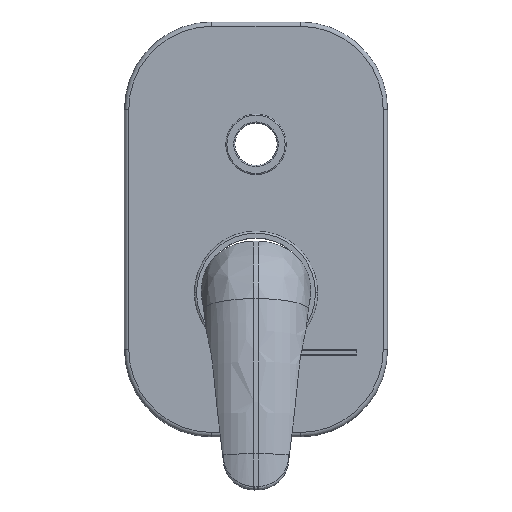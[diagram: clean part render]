
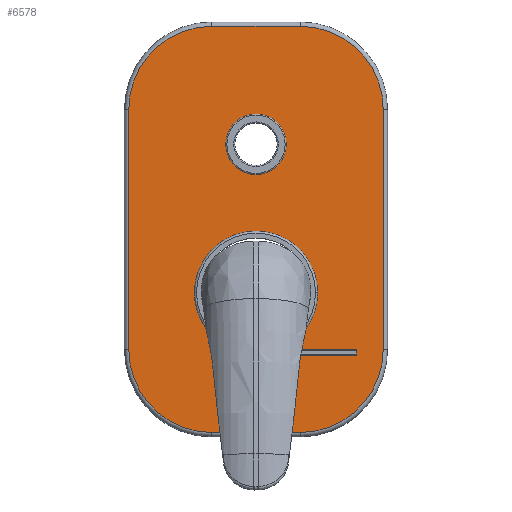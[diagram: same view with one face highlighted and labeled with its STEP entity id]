
A CAD part, top view. The second image highlights one B-rep face of the part: STEP entity #6578.
In plain terms, the highlighted face is planar.
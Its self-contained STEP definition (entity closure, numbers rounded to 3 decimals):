
#5804=DIRECTION('',(1.,0.,0.));
#5805=VECTOR('',#5804,40.5);
#5806=CARTESIAN_POINT('',(-20.25,6.,93.));
#5807=LINE('',#5806,#5805);
#5811=CARTESIAN_POINT('',(-20.25,6.,55.));
#5812=DIRECTION('',(0.,1.,0.));
#5813=DIRECTION('',(-1.,0.,0.));
#5814=AXIS2_PLACEMENT_3D('',#5811,#5812,#5813);
#5819=DIRECTION('',(0.,0.,1.));
#5820=VECTOR('',#5819,110.);
#5821=CARTESIAN_POINT('',(-58.25,6.,-55.));
#5822=LINE('',#5821,#5820);
#5826=CARTESIAN_POINT('',(-20.25,6.,-55.));
#5827=DIRECTION('',(0.,1.,0.));
#5828=DIRECTION('',(0.,0.,-1.));
#5829=AXIS2_PLACEMENT_3D('',#5826,#5827,#5828);
#5834=DIRECTION('',(-1.,0.,0.));
#5835=VECTOR('',#5834,40.5);
#5836=CARTESIAN_POINT('',(20.25,6.,-93.));
#5837=LINE('',#5836,#5835);
#5841=CARTESIAN_POINT('',(20.25,6.,-55.));
#5842=DIRECTION('',(0.,1.,0.));
#5843=DIRECTION('',(1.,0.,0.));
#5844=AXIS2_PLACEMENT_3D('',#5841,#5842,#5843);
#5849=DIRECTION('',(0.,0.,-1.));
#5850=VECTOR('',#5849,110.);
#5851=CARTESIAN_POINT('',(58.25,6.,55.));
#5852=LINE('',#5851,#5850);
#5856=CARTESIAN_POINT('',(20.25,6.,55.));
#5857=DIRECTION('',(0.,1.,0.));
#5858=DIRECTION('',(0.,0.,1.));
#5859=AXIS2_PLACEMENT_3D('',#5856,#5857,#5858);
#5864=CARTESIAN_POINT('',(0.,6.,29.));
#5865=DIRECTION('',(0.,1.,0.));
#5866=DIRECTION('',(1.,0.,0.));
#5867=AXIS2_PLACEMENT_3D('',#5864,#5865,#5866);
#5872=CARTESIAN_POINT('',(0.,6.,29.));
#5873=DIRECTION('',(0.,1.,0.));
#5874=DIRECTION('',(-1.,0.,0.));
#5875=AXIS2_PLACEMENT_3D('',#5872,#5873,#5874);
#5880=CARTESIAN_POINT('',(0.,6.,-39.));
#5881=DIRECTION('',(0.,1.,0.));
#5882=DIRECTION('',(1.,0.,0.));
#5883=AXIS2_PLACEMENT_3D('',#5880,#5881,#5882);
#5888=CARTESIAN_POINT('',(0.,6.,-39.));
#5889=DIRECTION('',(0.,1.,0.));
#5890=DIRECTION('',(-1.,0.,0.));
#5891=AXIS2_PLACEMENT_3D('',#5888,#5889,#5890);
#6376=CARTESIAN_POINT('',(-20.25,6.,93.));
#6377=CARTESIAN_POINT('',(20.25,6.,93.));
#6378=VERTEX_POINT('',#6376);
#6379=VERTEX_POINT('',#6377);
#6384=CARTESIAN_POINT('',(58.25,6.,55.));
#6385=VERTEX_POINT('',#6384);
#6388=CARTESIAN_POINT('',(58.25,6.,-55.));
#6389=VERTEX_POINT('',#6388);
#6392=CARTESIAN_POINT('',(20.25,6.,-93.));
#6393=VERTEX_POINT('',#6392);
#6396=CARTESIAN_POINT('',(-20.25,6.,-93.));
#6397=VERTEX_POINT('',#6396);
#6400=CARTESIAN_POINT('',(-58.25,6.,-55.));
#6401=VERTEX_POINT('',#6400);
#6404=CARTESIAN_POINT('',(-58.25,6.,55.));
#6405=VERTEX_POINT('',#6404);
#6456=CARTESIAN_POINT('',(26.75,6.,29.));
#6457=CARTESIAN_POINT('',(-26.75,6.,29.));
#6458=VERTEX_POINT('',#6456);
#6459=VERTEX_POINT('',#6457);
#6460=CARTESIAN_POINT('',(11.5,6.,-39.));
#6461=CARTESIAN_POINT('',(-11.5,6.,-39.));
#6462=VERTEX_POINT('',#6460);
#6463=VERTEX_POINT('',#6461);
#6544=CARTESIAN_POINT('',(0.,6.,0.));
#6545=DIRECTION('',(0.,1.,0.));
#6546=DIRECTION('',(1.,0.,0.));
#6547=AXIS2_PLACEMENT_3D('',#6544,#6545,#6546);
#6548=PLANE('',#6547);
#6550=ORIENTED_EDGE('',*,*,#6549,.F.);
#6552=ORIENTED_EDGE('',*,*,#6551,.F.);
#6554=ORIENTED_EDGE('',*,*,#6553,.F.);
#6556=ORIENTED_EDGE('',*,*,#6555,.F.);
#6558=ORIENTED_EDGE('',*,*,#6557,.F.);
#6559=ORIENTED_EDGE('',*,*,#6534,.F.);
#6561=ORIENTED_EDGE('',*,*,#6560,.F.);
#6563=ORIENTED_EDGE('',*,*,#6562,.F.);
#6564=EDGE_LOOP('',(#6550,#6552,#6554,#6556,#6558,#6559,#6561,#6563));
#6565=FACE_OUTER_BOUND('',#6564,.F.);
#6567=ORIENTED_EDGE('',*,*,#6566,.T.);
#6569=ORIENTED_EDGE('',*,*,#6568,.T.);
#6570=EDGE_LOOP('',(#6567,#6569));
#6571=FACE_BOUND('',#6570,.F.);
#6573=ORIENTED_EDGE('',*,*,#6572,.T.);
#6575=ORIENTED_EDGE('',*,*,#6574,.T.);
#6576=EDGE_LOOP('',(#6573,#6575));
#6577=FACE_BOUND('',#6576,.F.);
#6578=ADVANCED_FACE('',(#6565,#6571,#6577),#6548,.T.);
#5815=CIRCLE('',#5814,38.);
#5830=CIRCLE('',#5829,38.);
#5845=CIRCLE('',#5844,38.);
#5860=CIRCLE('',#5859,38.);
#5868=CIRCLE('',#5867,26.75);
#5876=CIRCLE('',#5875,26.75);
#5884=CIRCLE('',#5883,11.5);
#5892=CIRCLE('',#5891,11.5);
#6534=EDGE_CURVE('',#6389,#6393,#5845,.T.);
#6549=EDGE_CURVE('',#6378,#6379,#5807,.T.);
#6551=EDGE_CURVE('',#6405,#6378,#5815,.T.);
#6553=EDGE_CURVE('',#6401,#6405,#5822,.T.);
#6555=EDGE_CURVE('',#6397,#6401,#5830,.T.);
#6557=EDGE_CURVE('',#6393,#6397,#5837,.T.);
#6560=EDGE_CURVE('',#6385,#6389,#5852,.T.);
#6562=EDGE_CURVE('',#6379,#6385,#5860,.T.);
#6566=EDGE_CURVE('',#6458,#6459,#5868,.T.);
#6568=EDGE_CURVE('',#6459,#6458,#5876,.T.);
#6572=EDGE_CURVE('',#6462,#6463,#5884,.T.);
#6574=EDGE_CURVE('',#6463,#6462,#5892,.T.);
